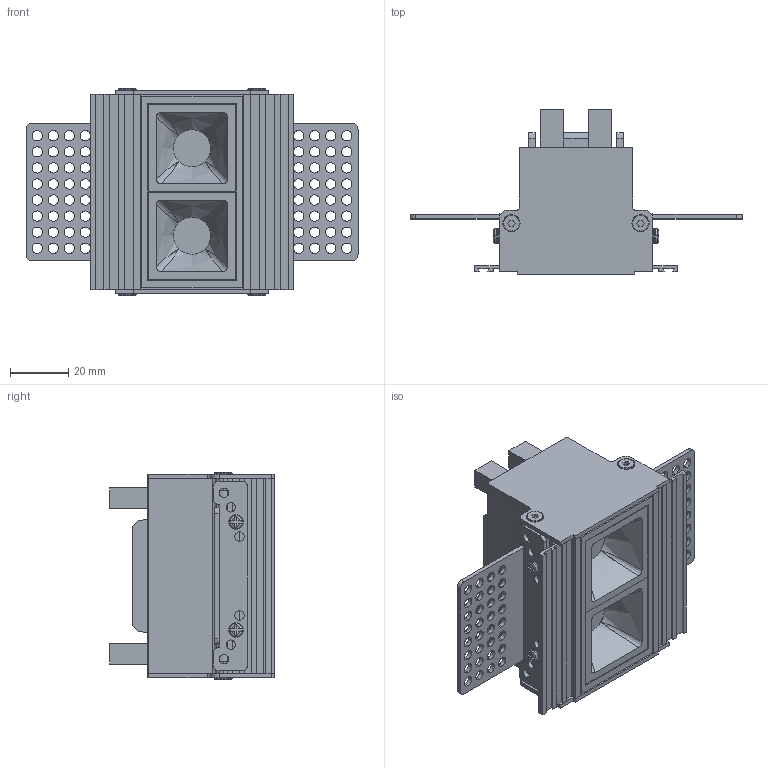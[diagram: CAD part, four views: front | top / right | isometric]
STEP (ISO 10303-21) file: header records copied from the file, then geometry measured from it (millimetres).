
FILE_DESCRIPTION((''),'2;1');
FILE_NAME('010180B02_ASM','2020-04-01T17:03:46',('Administrator'),(''),'CREO PARAMETRIC BY PTC INC, 2019010','CREO PARAMETRIC BY PTC INC, 2019010','');
FILE_SCHEMA(('CONFIG_CONTROL_DESIGN','SHAPE_APPEARANCE_LAYERS_GROUPS'));
Length unit declared in the file: millimetre
Products named in the file (23): JP-1H1_3_1-1914; JP-1H1_3_1-1916; ADMI15C80392X1FE_2; ADMI15C80392X1FE_3; ADMI15C80392X1FE_6; ADMI15C80392X1FE_9; ADMI15C80392X1FE_10; 010108A2-01B; ADMI15C80392X1FE_12; ADMI15C80392X1FE_13; ADMI15C80392X1FE_14; ADMI15C80392X1FE_15; ADMI15C80392X1FE_16; ADMI15C80392X1FE_17; ADMI15C80392X1FE_18; ADMI15C80392X1FE_19; ADMI15C80392X1FE_20; ADMI15C80392X1FE_21; ADMI15C80392X1FE_22; ADMI15C80392X1FE_23; ADMI15C80392X1FE_ASM; ADMI0ABC9CC7V7FY_5; 010180B02_ASM
Assembly tree (23 placements, depth 3):
  010180B02_ASM
    ADMI15C80392X1FE_ASM
      JP-1H1_3_1-1914
      JP-1H1_3_1-1916
      ADMI15C80392X1FE_2
      ADMI15C80392X1FE_3
      ADMI15C80392X1FE_6
      ADMI15C80392X1FE_9
      ADMI15C80392X1FE_10
      010108A2-01B
      ADMI15C80392X1FE_12
      ADMI15C80392X1FE_13
      ADMI15C80392X1FE_14
      ADMI15C80392X1FE_15
      ADMI15C80392X1FE_16
      ADMI15C80392X1FE_17
      ADMI15C80392X1FE_18
      ADMI15C80392X1FE_19
      ADMI15C80392X1FE_20
      ADMI15C80392X1FE_21
      ADMI15C80392X1FE_22
      ADMI15C80392X1FE_23
    ADMI0ABC9CC7V7FY_5  x2
Bounding box: 113.7 x 56.5 x 70.8 mm (x, y, z)
Volume: 108966.3 mm3; surface area: 75185.9 mm2
Topology: 22 solids, 22 shells, 814 faces, 2189 edges, 1426 vertices
Faces by surface type: plane 432, cylinder 286, torus 64, cone 16, bspline 16
Entity records: 33232 total; most frequent: CARTESIAN_POINT 5236, DIRECTION 4475, ORIENTED_EDGE 4262, PRESENTATION_STYLE_ASSIGNMENT 2167, STYLED_ITEM 2152, CURVE_STYLE 2131, EDGE_CURVE 2131, AXIS2_PLACEMENT_3D 1578
